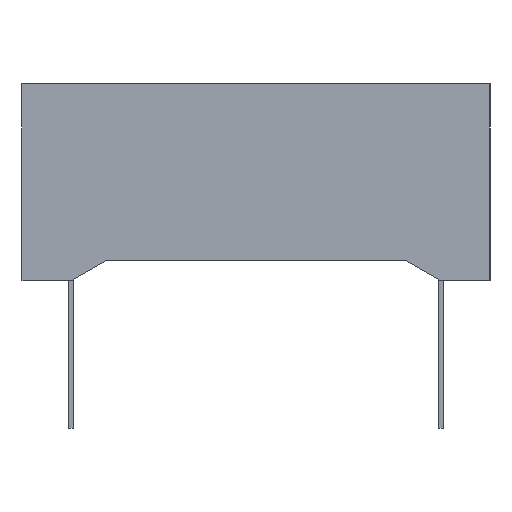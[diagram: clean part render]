
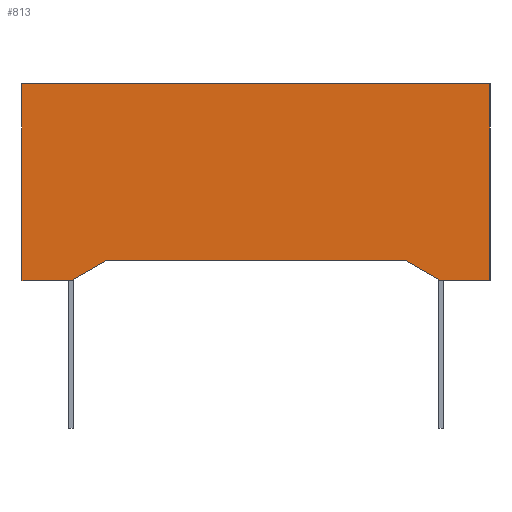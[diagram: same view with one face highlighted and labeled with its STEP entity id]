
A CAD part, left-side view. The second image highlights one B-rep face of the part: STEP entity #813.
In plain terms, the highlighted planar face has unit normal (-1, 0, 0).
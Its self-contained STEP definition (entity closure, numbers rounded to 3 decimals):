
#24 = VERTEX_POINT('',#25);
#25 = CARTESIAN_POINT('',(-6.3,9.5,0.001));
#32 = PLANE('',#33);
#33 = AXIS2_PLACEMENT_3D('',#34,#35,#36);
#34 = CARTESIAN_POINT('',(-6.3,9.5,0.));
#35 = DIRECTION('',(0.,1.,0.));
#36 = DIRECTION('',(1.,0.,0.));
#43 = PLANE('',#44);
#44 = AXIS2_PLACEMENT_3D('',#45,#46,#47);
#45 = CARTESIAN_POINT('',(-6.3,-9.5,0.001));
#46 = DIRECTION('',(0.,0.,
    -1.));
#47 = DIRECTION('',(1.,0.,
    0.));
#54 = EDGE_CURVE('',#24,#55,#57,.T.);
#55 = VERTEX_POINT('',#56);
#56 = CARTESIAN_POINT('',(-6.3,9.5,7.99));
#57 = SURFACE_CURVE('',#58,(#62,#69),.PCURVE_S1.);
#58 = LINE('',#59,#60);
#59 = CARTESIAN_POINT('',(-6.3,9.5,0.));
#60 = VECTOR('',#61,1.);
#61 = DIRECTION('',(0.,0.,1.));
#62 = PCURVE('',#32,#63);
#63 = DEFINITIONAL_REPRESENTATION('',(#64),#68);
#64 = LINE('',#65,#66);
#65 = CARTESIAN_POINT('',(0.,0.));
#66 = VECTOR('',#67,1.);
#67 = DIRECTION('',(0.,-1.));
#68 = ( GEOMETRIC_REPRESENTATION_CONTEXT(2) 
PARAMETRIC_REPRESENTATION_CONTEXT() REPRESENTATION_CONTEXT('2D SPACE',''
  ) );
#69 = PCURVE('',#70,#75);
#70 = PLANE('',#71);
#71 = AXIS2_PLACEMENT_3D('',#72,#73,#74);
#72 = CARTESIAN_POINT('',(-6.3,-9.5,0.));
#73 = DIRECTION('',(-1.,0.,0.));
#74 = DIRECTION('',(0.,1.,0.));
#75 = DEFINITIONAL_REPRESENTATION('',(#76),#80);
#76 = LINE('',#77,#78);
#77 = CARTESIAN_POINT('',(19.,0.));
#78 = VECTOR('',#79,1.);
#79 = DIRECTION('',(0.,-1.));
#80 = ( GEOMETRIC_REPRESENTATION_CONTEXT(2) 
PARAMETRIC_REPRESENTATION_CONTEXT() REPRESENTATION_CONTEXT('2D SPACE',''
  ) );
#98 = PLANE('',#99);
#99 = AXIS2_PLACEMENT_3D('',#100,#101,#102);
#100 = CARTESIAN_POINT('',(-6.3,9.5,7.99));
#101 = DIRECTION('',(0.,0.,1.));
#102 = DIRECTION('',(1.,0.,0.));
#244 = VERTEX_POINT('',#245);
#245 = CARTESIAN_POINT('',(-6.3,7.498,0.001));
#260 = PLANE('',#261);
#261 = AXIS2_PLACEMENT_3D('',#262,#263,#264);
#262 = CARTESIAN_POINT('',(-6.3,7.5,0.));
#263 = DIRECTION('',(0.,-0.5,-0.866));
#264 = DIRECTION('',(0.,-0.866,0.5));
#271 = EDGE_CURVE('',#244,#24,#272,.T.);
#272 = SURFACE_CURVE('',#273,(#277,#284),.PCURVE_S1.);
#273 = LINE('',#274,#275);
#274 = CARTESIAN_POINT('',(-6.3,-9.5,0.001));
#275 = VECTOR('',#276,1.);
#276 = DIRECTION('',(0.,1.,0.));
#277 = PCURVE('',#43,#278);
#278 = DEFINITIONAL_REPRESENTATION('',(#279),#283);
#279 = LINE('',#280,#281);
#280 = CARTESIAN_POINT('',(0.,0.));
#281 = VECTOR('',#282,1.);
#282 = DIRECTION('',(0.,-1.));
#283 = ( GEOMETRIC_REPRESENTATION_CONTEXT(2) 
PARAMETRIC_REPRESENTATION_CONTEXT() REPRESENTATION_CONTEXT('2D SPACE',''
  ) );
#284 = PCURVE('',#70,#285);
#285 = DEFINITIONAL_REPRESENTATION('',(#286),#290);
#286 = LINE('',#287,#288);
#287 = CARTESIAN_POINT('',(0.,-0.001));
#288 = VECTOR('',#289,1.);
#289 = DIRECTION('',(1.,0.));
#290 = ( GEOMETRIC_REPRESENTATION_CONTEXT(2) 
PARAMETRIC_REPRESENTATION_CONTEXT() REPRESENTATION_CONTEXT('2D SPACE',''
  ) );
#654 = PLANE('',#655);
#655 = AXIS2_PLACEMENT_3D('',#656,#657,#658);
#656 = CARTESIAN_POINT('',(43.9,-9.5,0.));
#657 = DIRECTION('',(0.,-1.,0.));
#658 = DIRECTION('',(-1.,0.,0.));
#771 = VERTEX_POINT('',#772);
#772 = CARTESIAN_POINT('',(-6.3,-9.5,7.99));
#793 = EDGE_CURVE('',#771,#55,#794,.T.);
#794 = SURFACE_CURVE('',#795,(#799,#806),.PCURVE_S1.);
#795 = LINE('',#796,#797);
#796 = CARTESIAN_POINT('',(-6.3,-9.5,7.99));
#797 = VECTOR('',#798,1.);
#798 = DIRECTION('',(0.,1.,0.));
#799 = PCURVE('',#98,#800);
#800 = DEFINITIONAL_REPRESENTATION('',(#801),#805);
#801 = LINE('',#802,#803);
#802 = CARTESIAN_POINT('',(0.,-19.));
#803 = VECTOR('',#804,1.);
#804 = DIRECTION('',(0.,1.));
#805 = ( GEOMETRIC_REPRESENTATION_CONTEXT(2) 
PARAMETRIC_REPRESENTATION_CONTEXT() REPRESENTATION_CONTEXT('2D SPACE',''
  ) );
#806 = PCURVE('',#70,#807);
#807 = DEFINITIONAL_REPRESENTATION('',(#808),#812);
#808 = LINE('',#809,#810);
#809 = CARTESIAN_POINT('',(0.,-7.99));
#810 = VECTOR('',#811,1.);
#811 = DIRECTION('',(1.,0.));
#812 = ( GEOMETRIC_REPRESENTATION_CONTEXT(2) 
PARAMETRIC_REPRESENTATION_CONTEXT() REPRESENTATION_CONTEXT('2D SPACE',''
  ) );
#813 = ADVANCED_FACE('',(#814),#70,.T.);
#814 = FACE_BOUND('',#815,.T.);
#815 = EDGE_LOOP('',(#816,#846,#874,#895,#896,#897,#898,#921));
#816 = ORIENTED_EDGE('',*,*,#817,.T.);
#817 = EDGE_CURVE('',#818,#820,#822,.T.);
#818 = VERTEX_POINT('',#819);
#819 = CARTESIAN_POINT('',(-6.3,-6.114,0.8));
#820 = VERTEX_POINT('',#821);
#821 = CARTESIAN_POINT('',(-6.3,-7.498,0.001));
#822 = SURFACE_CURVE('',#823,(#827,#834),.PCURVE_S1.);
#823 = LINE('',#824,#825);
#824 = CARTESIAN_POINT('',(-6.3,-6.114,0.8));
#825 = VECTOR('',#826,1.);
#826 = DIRECTION('',(0.,-0.866,-0.5));
#827 = PCURVE('',#70,#828);
#828 = DEFINITIONAL_REPRESENTATION('',(#829),#833);
#829 = LINE('',#830,#831);
#830 = CARTESIAN_POINT('',(3.386,-0.8));
#831 = VECTOR('',#832,1.);
#832 = DIRECTION('',(-0.866,0.5));
#833 = ( GEOMETRIC_REPRESENTATION_CONTEXT(2) 
PARAMETRIC_REPRESENTATION_CONTEXT() REPRESENTATION_CONTEXT('2D SPACE',''
  ) );
#834 = PCURVE('',#835,#840);
#835 = PLANE('',#836);
#836 = AXIS2_PLACEMENT_3D('',#837,#838,#839);
#837 = CARTESIAN_POINT('',(-6.3,-6.114,0.8));
#838 = DIRECTION('',(0.,0.5,-0.866));
#839 = DIRECTION('',(0.,-0.866,-0.5));
#840 = DEFINITIONAL_REPRESENTATION('',(#841),#845);
#841 = LINE('',#842,#843);
#842 = CARTESIAN_POINT('',(0.,0.));
#843 = VECTOR('',#844,1.);
#844 = DIRECTION('',(1.,-0.));
#845 = ( GEOMETRIC_REPRESENTATION_CONTEXT(2) 
PARAMETRIC_REPRESENTATION_CONTEXT() REPRESENTATION_CONTEXT('2D SPACE',''
  ) );
#846 = ORIENTED_EDGE('',*,*,#847,.F.);
#847 = EDGE_CURVE('',#848,#820,#850,.T.);
#848 = VERTEX_POINT('',#849);
#849 = CARTESIAN_POINT('',(-6.3,-9.5,0.001));
#850 = SURFACE_CURVE('',#851,(#855,#862),.PCURVE_S1.);
#851 = LINE('',#852,#853);
#852 = CARTESIAN_POINT('',(-6.3,-9.5,0.001));
#853 = VECTOR('',#854,1.);
#854 = DIRECTION('',(0.,1.,0.));
#855 = PCURVE('',#70,#856);
#856 = DEFINITIONAL_REPRESENTATION('',(#857),#861);
#857 = LINE('',#858,#859);
#858 = CARTESIAN_POINT('',(0.,-0.001));
#859 = VECTOR('',#860,1.);
#860 = DIRECTION('',(1.,0.));
#861 = ( GEOMETRIC_REPRESENTATION_CONTEXT(2) 
PARAMETRIC_REPRESENTATION_CONTEXT() REPRESENTATION_CONTEXT('2D SPACE',''
  ) );
#862 = PCURVE('',#863,#868);
#863 = PLANE('',#864);
#864 = AXIS2_PLACEMENT_3D('',#865,#866,#867);
#865 = CARTESIAN_POINT('',(-6.3,-9.5,0.001));
#866 = DIRECTION('',(0.,0.,
    -1.));
#867 = DIRECTION('',(1.,0.,
    0.));
#868 = DEFINITIONAL_REPRESENTATION('',(#869),#873);
#869 = LINE('',#870,#871);
#870 = CARTESIAN_POINT('',(0.,0.));
#871 = VECTOR('',#872,1.);
#872 = DIRECTION('',(0.,-1.));
#873 = ( GEOMETRIC_REPRESENTATION_CONTEXT(2) 
PARAMETRIC_REPRESENTATION_CONTEXT() REPRESENTATION_CONTEXT('2D SPACE',''
  ) );
#874 = ORIENTED_EDGE('',*,*,#875,.T.);
#875 = EDGE_CURVE('',#848,#771,#876,.T.);
#876 = SURFACE_CURVE('',#877,(#881,#888),.PCURVE_S1.);
#877 = LINE('',#878,#879);
#878 = CARTESIAN_POINT('',(-6.3,-9.5,0.));
#879 = VECTOR('',#880,1.);
#880 = DIRECTION('',(0.,0.,1.));
#881 = PCURVE('',#70,#882);
#882 = DEFINITIONAL_REPRESENTATION('',(#883),#887);
#883 = LINE('',#884,#885);
#884 = CARTESIAN_POINT('',(0.,0.));
#885 = VECTOR('',#886,1.);
#886 = DIRECTION('',(0.,-1.));
#887 = ( GEOMETRIC_REPRESENTATION_CONTEXT(2) 
PARAMETRIC_REPRESENTATION_CONTEXT() REPRESENTATION_CONTEXT('2D SPACE',''
  ) );
#888 = PCURVE('',#654,#889);
#889 = DEFINITIONAL_REPRESENTATION('',(#890),#894);
#890 = LINE('',#891,#892);
#891 = CARTESIAN_POINT('',(50.2,0.));
#892 = VECTOR('',#893,1.);
#893 = DIRECTION('',(0.,-1.));
#894 = ( GEOMETRIC_REPRESENTATION_CONTEXT(2) 
PARAMETRIC_REPRESENTATION_CONTEXT() REPRESENTATION_CONTEXT('2D SPACE',''
  ) );
#895 = ORIENTED_EDGE('',*,*,#793,.T.);
#896 = ORIENTED_EDGE('',*,*,#54,.F.);
#897 = ORIENTED_EDGE('',*,*,#271,.F.);
#898 = ORIENTED_EDGE('',*,*,#899,.T.);
#899 = EDGE_CURVE('',#244,#900,#902,.T.);
#900 = VERTEX_POINT('',#901);
#901 = CARTESIAN_POINT('',(-6.3,6.114,0.8));
#902 = SURFACE_CURVE('',#903,(#907,#914),.PCURVE_S1.);
#903 = LINE('',#904,#905);
#904 = CARTESIAN_POINT('',(-6.3,7.5,0.));
#905 = VECTOR('',#906,1.);
#906 = DIRECTION('',(0.,-0.866,0.5));
#907 = PCURVE('',#70,#908);
#908 = DEFINITIONAL_REPRESENTATION('',(#909),#913);
#909 = LINE('',#910,#911);
#910 = CARTESIAN_POINT('',(17.,0.));
#911 = VECTOR('',#912,1.);
#912 = DIRECTION('',(-0.866,-0.5));
#913 = ( GEOMETRIC_REPRESENTATION_CONTEXT(2) 
PARAMETRIC_REPRESENTATION_CONTEXT() REPRESENTATION_CONTEXT('2D SPACE',''
  ) );
#914 = PCURVE('',#260,#915);
#915 = DEFINITIONAL_REPRESENTATION('',(#916),#920);
#916 = LINE('',#917,#918);
#917 = CARTESIAN_POINT('',(0.,0.));
#918 = VECTOR('',#919,1.);
#919 = DIRECTION('',(1.,0.));
#920 = ( GEOMETRIC_REPRESENTATION_CONTEXT(2) 
PARAMETRIC_REPRESENTATION_CONTEXT() REPRESENTATION_CONTEXT('2D SPACE',''
  ) );
#921 = ORIENTED_EDGE('',*,*,#922,.T.);
#922 = EDGE_CURVE('',#900,#818,#923,.T.);
#923 = SURFACE_CURVE('',#924,(#928,#935),.PCURVE_S1.);
#924 = LINE('',#925,#926);
#925 = CARTESIAN_POINT('',(-6.3,6.114,0.8));
#926 = VECTOR('',#927,1.);
#927 = DIRECTION('',(0.,-1.,0.));
#928 = PCURVE('',#70,#929);
#929 = DEFINITIONAL_REPRESENTATION('',(#930),#934);
#930 = LINE('',#931,#932);
#931 = CARTESIAN_POINT('',(15.614,-0.8));
#932 = VECTOR('',#933,1.);
#933 = DIRECTION('',(-1.,0.));
#934 = ( GEOMETRIC_REPRESENTATION_CONTEXT(2) 
PARAMETRIC_REPRESENTATION_CONTEXT() REPRESENTATION_CONTEXT('2D SPACE',''
  ) );
#935 = PCURVE('',#936,#941);
#936 = PLANE('',#937);
#937 = AXIS2_PLACEMENT_3D('',#938,#939,#940);
#938 = CARTESIAN_POINT('',(-6.3,6.114,0.8));
#939 = DIRECTION('',(0.,0.,-1.));
#940 = DIRECTION('',(0.,-1.,0.));
#941 = DEFINITIONAL_REPRESENTATION('',(#942),#946);
#942 = LINE('',#943,#944);
#943 = CARTESIAN_POINT('',(0.,-0.));
#944 = VECTOR('',#945,1.);
#945 = DIRECTION('',(1.,0.));
#946 = ( GEOMETRIC_REPRESENTATION_CONTEXT(2) 
PARAMETRIC_REPRESENTATION_CONTEXT() REPRESENTATION_CONTEXT('2D SPACE',''
  ) );
